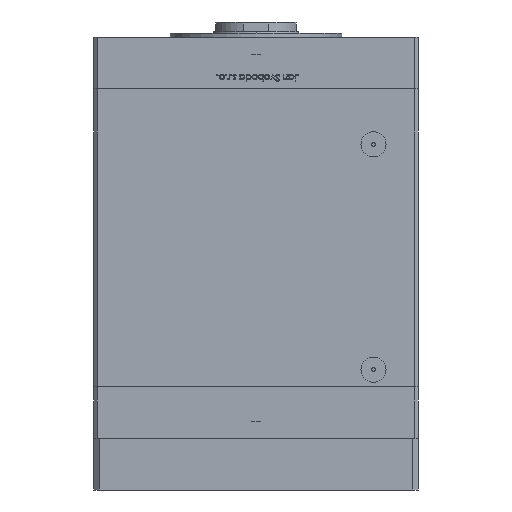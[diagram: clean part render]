
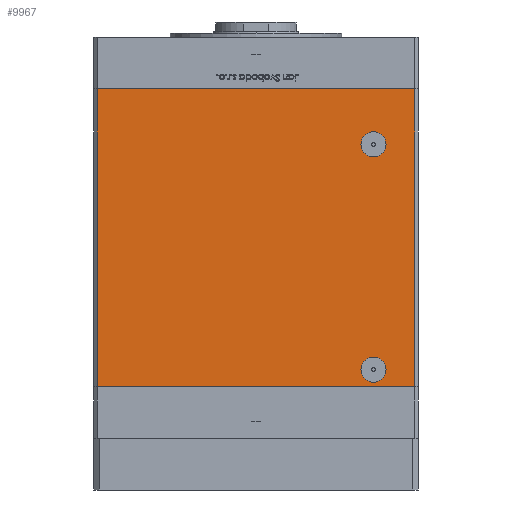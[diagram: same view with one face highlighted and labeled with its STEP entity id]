
A CAD part, front view. The second image highlights one B-rep face of the part: STEP entity #9967.
In plain terms, the highlighted planar face has unit normal (0, -1, 0).
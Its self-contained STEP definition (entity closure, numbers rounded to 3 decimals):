
#526 = CARTESIAN_POINT ( 'NONE',  ( 61.5, -72.5, 127. ) ) ;
#714 = CARTESIAN_POINT ( 'NONE',  ( 61.5, -72.5, 120.42 ) ) ;
#1690 = VERTEX_POINT ( 'NONE', #50790 ) ;
#2624 = CARTESIAN_POINT ( 'NONE',  ( 61.5, -72.5, 2.42 ) ) ;
#2639 = DIRECTION ( 'NONE',  ( 0., 0., -1. ) ) ;
#4106 = CARTESIAN_POINT ( 'NONE',  ( -83., -72.5, 0. ) ) ;
#4344 = EDGE_CURVE ( 'NONE', #14376, #23568, #16243, .T. ) ;
#4572 = AXIS2_PLACEMENT_3D ( 'NONE', #526, #48997, #5912 ) ;
#4964 = VECTOR ( 'NONE', #48892, 1000. ) ;
#5912 = DIRECTION ( 'NONE',  ( 0., 0., -1. ) ) ;
#6368 = VERTEX_POINT ( 'NONE', #16997 ) ;
#6456 = FACE_OUTER_BOUND ( 'NONE', #46709, .T. ) ;
#6701 = LINE ( 'NONE', #15820, #24006 ) ;
#6886 = EDGE_LOOP ( 'NONE', ( #31784, #35765 ) ) ;
#7316 = EDGE_LOOP ( 'NONE', ( #9363, #24548 ) ) ;
#7477 = ORIENTED_EDGE ( 'NONE', *, *, #16022, .T. ) ;
#8117 = EDGE_CURVE ( 'NONE', #23568, #14376, #40994, .T. ) ;
#8981 = EDGE_CURVE ( 'NONE', #6368, #25824, #26473, .T. ) ;
#9273 = AXIS2_PLACEMENT_3D ( 'NONE', #55207, #32698, #11292 ) ;
#9363 = ORIENTED_EDGE ( 'NONE', *, *, #23741, .F. ) ;
#9967 = ADVANCED_FACE ( 'NONE', ( #32697, #6456, #36701 ), #15297, .F. ) ;
#11292 = DIRECTION ( 'NONE',  ( 0., 0., -1. ) ) ;
#11915 = CARTESIAN_POINT ( 'NONE',  ( 61.5, -72.5, 9. ) ) ;
#14376 = VERTEX_POINT ( 'NONE', #714 ) ;
#15297 = PLANE ( 'NONE',  #17379 ) ;
#15820 = CARTESIAN_POINT ( 'NONE',  ( -83., -72.5, 156. ) ) ;
#16022 = EDGE_CURVE ( 'NONE', #26220, #53783, #24929, .T. ) ;
#16243 = CIRCLE ( 'NONE', #17180, 6.58 ) ;
#16997 = CARTESIAN_POINT ( 'NONE',  ( 61.5, -72.5, 15.58 ) ) ;
#17180 = AXIS2_PLACEMENT_3D ( 'NONE', #24319, #41729, #2639 ) ;
#17379 = AXIS2_PLACEMENT_3D ( 'NONE', #36987, #41549, #50095 ) ;
#17620 = CARTESIAN_POINT ( 'NONE',  ( 61.5, -72.5, 133.58 ) ) ;
#18480 = CARTESIAN_POINT ( 'NONE',  ( 83., -72.5, 156. ) ) ;
#21063 = ORIENTED_EDGE ( 'NONE', *, *, #47551, .F. ) ;
#23568 = VERTEX_POINT ( 'NONE', #17620 ) ;
#23741 = EDGE_CURVE ( 'NONE', #25824, #6368, #51174, .T. ) ;
#24006 = VECTOR ( 'NONE', #54325, 1000. ) ;
#24319 = CARTESIAN_POINT ( 'NONE',  ( 61.5, -72.5, 127. ) ) ;
#24548 = ORIENTED_EDGE ( 'NONE', *, *, #8981, .F. ) ;
#24929 = LINE ( 'NONE', #4106, #33748 ) ;
#25824 = VERTEX_POINT ( 'NONE', #2624 ) ;
#26179 = CARTESIAN_POINT ( 'NONE',  ( -83., -72.5, 156. ) ) ;
#26220 = VERTEX_POINT ( 'NONE', #42431 ) ;
#26473 = CIRCLE ( 'NONE', #44678, 6.58 ) ;
#27334 = LINE ( 'NONE', #18480, #40608 ) ;
#29330 = DIRECTION ( 'NONE',  ( 0., -1., 0. ) ) ;
#31784 = ORIENTED_EDGE ( 'NONE', *, *, #4344, .T. ) ;
#32697 = FACE_BOUND ( 'NONE', #7316, .T. ) ;
#32698 = DIRECTION ( 'NONE',  ( 0., -1., 0. ) ) ;
#33748 = VECTOR ( 'NONE', #52004, 1000. ) ;
#35765 = ORIENTED_EDGE ( 'NONE', *, *, #8117, .T. ) ;
#36489 = EDGE_CURVE ( 'NONE', #1690, #53783, #27334, .T. ) ;
#36701 = FACE_BOUND ( 'NONE', #6886, .T. ) ;
#36987 = CARTESIAN_POINT ( 'NONE',  ( -83., -72.5, 156. ) ) ;
#38127 = VERTEX_POINT ( 'NONE', #26179 ) ;
#39617 = DIRECTION ( 'NONE',  ( 0., 0., -1. ) ) ;
#39780 = LINE ( 'NONE', #53431, #4964 ) ;
#40608 = VECTOR ( 'NONE', #39617, 1000. ) ;
#40994 = CIRCLE ( 'NONE', #4572, 6.58 ) ;
#41549 = DIRECTION ( 'NONE',  ( 0., 1., 0. ) ) ;
#41729 = DIRECTION ( 'NONE',  ( 0., 1., 0. ) ) ;
#42431 = CARTESIAN_POINT ( 'NONE',  ( -83., -72.5, 0. ) ) ;
#44678 = AXIS2_PLACEMENT_3D ( 'NONE', #11915, #29330, #55829 ) ;
#46175 = EDGE_CURVE ( 'NONE', #38127, #26220, #6701, .T. ) ;
#46709 = EDGE_LOOP ( 'NONE', ( #7477, #53030, #21063, #53168 ) ) ;
#47551 = EDGE_CURVE ( 'NONE', #38127, #1690, #39780, .T. ) ;
#48400 = CARTESIAN_POINT ( 'NONE',  ( 83., -72.5, 0. ) ) ;
#48892 = DIRECTION ( 'NONE',  ( 1., 0., 0. ) ) ;
#48997 = DIRECTION ( 'NONE',  ( 0., 1., 0. ) ) ;
#50095 = DIRECTION ( 'NONE',  ( 0., 0., 1. ) ) ;
#50790 = CARTESIAN_POINT ( 'NONE',  ( 83., -72.5, 156. ) ) ;
#51174 = CIRCLE ( 'NONE', #9273, 6.58 ) ;
#52004 = DIRECTION ( 'NONE',  ( 1., 0., 0. ) ) ;
#53030 = ORIENTED_EDGE ( 'NONE', *, *, #36489, .F. ) ;
#53168 = ORIENTED_EDGE ( 'NONE', *, *, #46175, .T. ) ;
#53431 = CARTESIAN_POINT ( 'NONE',  ( -83., -72.5, 156. ) ) ;
#53783 = VERTEX_POINT ( 'NONE', #48400 ) ;
#54325 = DIRECTION ( 'NONE',  ( 0., 0., -1. ) ) ;
#55207 = CARTESIAN_POINT ( 'NONE',  ( 61.5, -72.5, 9. ) ) ;
#55829 = DIRECTION ( 'NONE',  ( 0., 0., -1. ) ) ;
